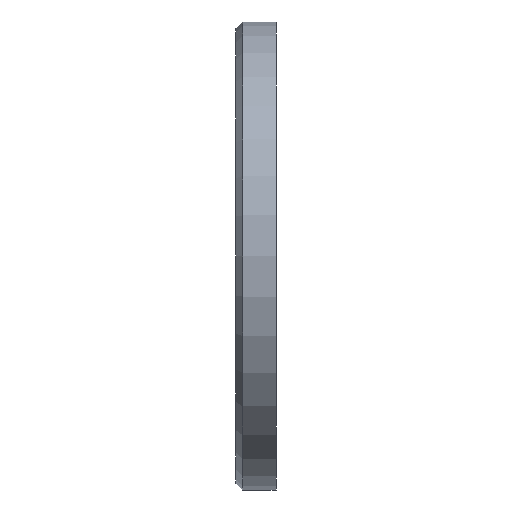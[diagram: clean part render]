
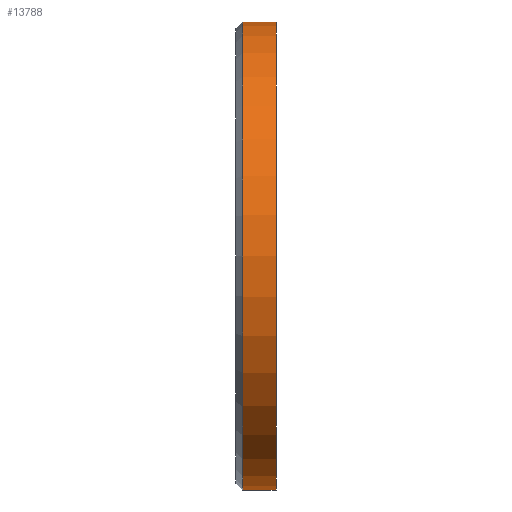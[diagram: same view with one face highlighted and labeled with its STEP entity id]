
A CAD part, left-side view. The second image highlights one B-rep face of the part: STEP entity #13788.
In plain terms, the highlighted cylindrical face has radius 35 mm (diameter 70 mm), a partial arc.
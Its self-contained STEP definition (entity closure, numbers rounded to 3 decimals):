
#433 = ORIENTED_EDGE ( 'NONE', *, *, #7681, .T. ) ;
#1038 = VECTOR ( 'NONE', #3399, 1000. ) ;
#1137 = AXIS2_PLACEMENT_3D ( 'NONE', #12874, #7432, #3015 ) ;
#1847 = CARTESIAN_POINT ( 'NONE',  ( 0., 5., 0. ) ) ;
#1894 = VERTEX_POINT ( 'NONE', #6144 ) ;
#2114 = ORIENTED_EDGE ( 'NONE', *, *, #6642, .T. ) ;
#2945 = DIRECTION ( 'NONE',  ( 0., 0., 1. ) ) ;
#3015 = DIRECTION ( 'NONE',  ( 0., 0., -1. ) ) ;
#3114 = FACE_OUTER_BOUND ( 'NONE', #5285, .T. ) ;
#3164 = CIRCLE ( 'NONE', #13359, 35. ) ;
#3399 = DIRECTION ( 'NONE',  ( 0., -1., 0. ) ) ;
#3591 = CARTESIAN_POINT ( 'NONE',  ( 0., 0., 35. ) ) ;
#3695 = LINE ( 'NONE', #9732, #9490 ) ;
#3848 = AXIS2_PLACEMENT_3D ( 'NONE', #10085, #4610, #9986 ) ;
#4444 = EDGE_CURVE ( 'NONE', #1894, #9072, #3695, .T. ) ;
#4610 = DIRECTION ( 'NONE',  ( 0., 1., 0. ) ) ;
#5285 = EDGE_LOOP ( 'NONE', ( #6316, #433, #12336, #2114 ) ) ;
#6144 = CARTESIAN_POINT ( 'NONE',  ( 0., 5., 35. ) ) ;
#6316 = ORIENTED_EDGE ( 'NONE', *, *, #4444, .F. ) ;
#6642 = EDGE_CURVE ( 'NONE', #12349, #9072, #9969, .T. ) ;
#7432 = DIRECTION ( 'NONE',  ( 0., -1., 0. ) ) ;
#7497 = DIRECTION ( 'NONE',  ( 0., -1., 0. ) ) ;
#7522 = LINE ( 'NONE', #9996, #1038 ) ;
#7681 = EDGE_CURVE ( 'NONE', #1894, #9682, #3164, .T. ) ;
#9072 = VERTEX_POINT ( 'NONE', #3591 ) ;
#9453 = DIRECTION ( 'NONE',  ( 0., -1., 0. ) ) ;
#9490 = VECTOR ( 'NONE', #7497, 1000. ) ;
#9682 = VERTEX_POINT ( 'NONE', #11976 ) ;
#9732 = CARTESIAN_POINT ( 'NONE',  ( 0., 6., 35. ) ) ;
#9969 = CIRCLE ( 'NONE', #3848, 35. ) ;
#9986 = DIRECTION ( 'NONE',  ( 0., 0., 1. ) ) ;
#9996 = CARTESIAN_POINT ( 'NONE',  ( 0., 6., -35. ) ) ;
#10085 = CARTESIAN_POINT ( 'NONE',  ( 0., 0., 0. ) ) ;
#10098 = EDGE_CURVE ( 'NONE', #9682, #12349, #7522, .T. ) ;
#11273 = CYLINDRICAL_SURFACE ( 'NONE', #1137, 35. ) ;
#11976 = CARTESIAN_POINT ( 'NONE',  ( 0., 5., -35. ) ) ;
#12336 = ORIENTED_EDGE ( 'NONE', *, *, #10098, .T. ) ;
#12349 = VERTEX_POINT ( 'NONE', #12915 ) ;
#12874 = CARTESIAN_POINT ( 'NONE',  ( 0., 6., 0. ) ) ;
#12915 = CARTESIAN_POINT ( 'NONE',  ( 0., 0., -35. ) ) ;
#13359 = AXIS2_PLACEMENT_3D ( 'NONE', #1847, #9453, #2945 ) ;
#13788 = ADVANCED_FACE ( 'NONE', ( #3114 ), #11273, .T. ) ;
